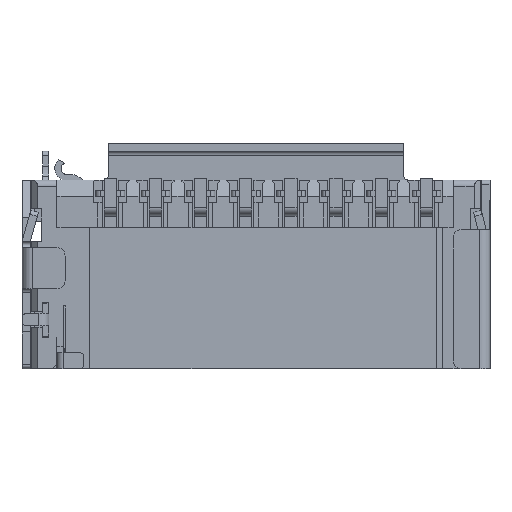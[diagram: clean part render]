
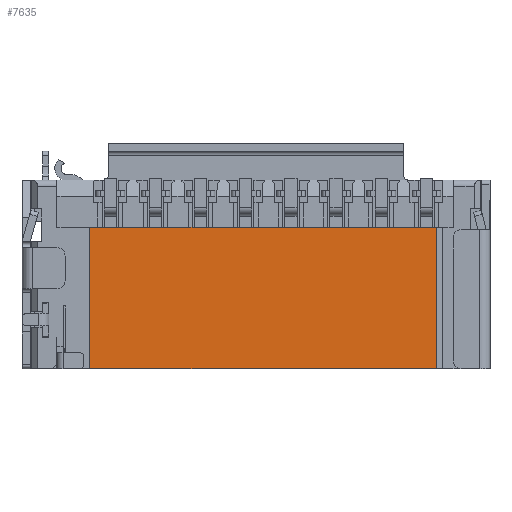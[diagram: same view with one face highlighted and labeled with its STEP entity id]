
A CAD part, front view. The second image highlights one B-rep face of the part: STEP entity #7635.
In plain terms, the highlighted planar face has unit normal (0, -1, 0).
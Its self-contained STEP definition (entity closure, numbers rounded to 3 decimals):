
#1445 = DIRECTION ( 'NONE',  ( 0., 0., -1. ) ) ;
#2044 = CARTESIAN_POINT ( 'NONE',  ( -4.35, -0.9, -2.3 ) ) ;
#3470 = ORIENTED_EDGE ( 'NONE', *, *, #31190, .T. ) ;
#6182 = LINE ( 'NONE', #30431, #25522 ) ;
#7388 = CARTESIAN_POINT ( 'NONE',  ( -4.35, -0.9, 1.15 ) ) ;
#7635 = ADVANCED_FACE ( 'NONE', ( #21443 ), #9617, .T. ) ;
#7991 = LINE ( 'NONE', #10206, #20530 ) ;
#8216 = VECTOR ( 'NONE', #25207, 1000. ) ;
#8841 = VERTEX_POINT ( 'NONE', #12182 ) ;
#9464 = DIRECTION ( 'NONE',  ( 0., -1., 0. ) ) ;
#9617 = PLANE ( 'NONE',  #10319 ) ;
#10206 = CARTESIAN_POINT ( 'NONE',  ( -4.35, -0.9, -2.3 ) ) ;
#10319 = AXIS2_PLACEMENT_3D ( 'NONE', #2044, #9464, #24115 ) ;
#10363 = CARTESIAN_POINT ( 'NONE',  ( -4.35, -0.9, 1.15 ) ) ;
#10908 = LINE ( 'NONE', #17851, #8216 ) ;
#10994 = ORIENTED_EDGE ( 'NONE', *, *, #29053, .T. ) ;
#11475 = ORIENTED_EDGE ( 'NONE', *, *, #21414, .T. ) ;
#12182 = CARTESIAN_POINT ( 'NONE',  ( 4.1, -0.9, -2.3 ) ) ;
#14125 = VERTEX_POINT ( 'NONE', #10363 ) ;
#17073 = VERTEX_POINT ( 'NONE', #28944 ) ;
#17851 = CARTESIAN_POINT ( 'NONE',  ( 4.1, -0.9, -2.3 ) ) ;
#18740 = EDGE_LOOP ( 'NONE', ( #11475, #10994, #26319, #3470 ) ) ;
#20530 = VECTOR ( 'NONE', #30027, 1000. ) ;
#21414 = EDGE_CURVE ( 'NONE', #14125, #17073, #6182, .T. ) ;
#21438 = LINE ( 'NONE', #7388, #28608 ) ;
#21443 = FACE_OUTER_BOUND ( 'NONE', #18740, .T. ) ;
#24024 = EDGE_CURVE ( 'NONE', #8841, #28732, #10908, .T. ) ;
#24115 = DIRECTION ( 'NONE',  ( 0., 0., -1. ) ) ;
#25207 = DIRECTION ( 'NONE',  ( 0., 0., 1. ) ) ;
#25522 = VECTOR ( 'NONE', #1445, 1000. ) ;
#26319 = ORIENTED_EDGE ( 'NONE', *, *, #24024, .T. ) ;
#26620 = DIRECTION ( 'NONE',  ( -1., 0., 0. ) ) ;
#28608 = VECTOR ( 'NONE', #26620, 1000. ) ;
#28732 = VERTEX_POINT ( 'NONE', #30208 ) ;
#28944 = CARTESIAN_POINT ( 'NONE',  ( -4.35, -0.9, -2.3 ) ) ;
#29053 = EDGE_CURVE ( 'NONE', #17073, #8841, #7991, .T. ) ;
#30027 = DIRECTION ( 'NONE',  ( 1., 0., 0. ) ) ;
#30208 = CARTESIAN_POINT ( 'NONE',  ( 4.1, -0.9, 1.15 ) ) ;
#30431 = CARTESIAN_POINT ( 'NONE',  ( -4.35, -0.9, -2.3 ) ) ;
#31190 = EDGE_CURVE ( 'NONE', #28732, #14125, #21438, .T. ) ;
